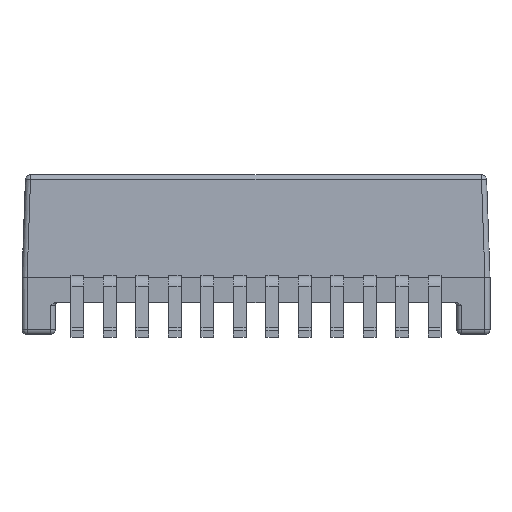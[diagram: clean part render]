
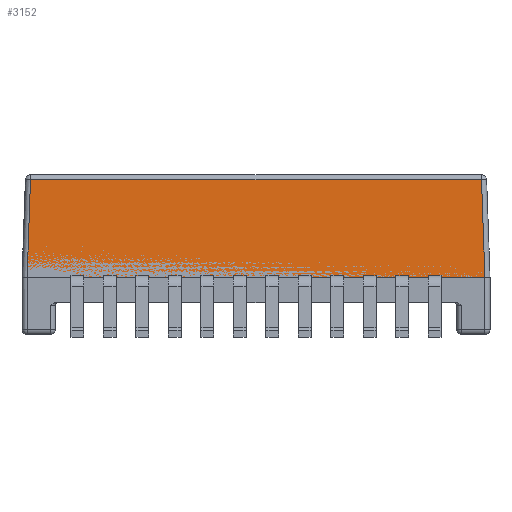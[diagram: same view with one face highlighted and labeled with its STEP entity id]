
A CAD part, front view. The second image highlights one B-rep face of the part: STEP entity #3152.
In plain terms, the highlighted face is planar.
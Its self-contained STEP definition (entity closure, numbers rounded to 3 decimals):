
#3152 = ADVANCED_FACE( '', ( #5731 ), #5732, .T. );
#5731 = FACE_OUTER_BOUND( '', #8196, .T. );
#5732 = PLANE( '', #8197 );
#8196 = EDGE_LOOP( '', ( #14929, #14930, #14931, #14932, #14933, #14934 ) );
#8197 = AXIS2_PLACEMENT_3D( '', #14935, #14936, #14937 );
#14929 = ORIENTED_EDGE( '', *, *, #18357, .T. );
#14930 = ORIENTED_EDGE( '', *, *, #18579, .T. );
#14931 = ORIENTED_EDGE( '', *, *, #17663, .T. );
#14932 = ORIENTED_EDGE( '', *, *, #18580, .T. );
#14933 = ORIENTED_EDGE( '', *, *, #16664, .T. );
#14934 = ORIENTED_EDGE( '', *, *, #16560, .T. );
#14935 = CARTESIAN_POINT( '', ( 0., 6.1, 0. ) );
#14936 = DIRECTION( '', ( 0., 0.999, 0.035 ) );
#14937 = DIRECTION( '', ( 0., 0.035, -0.999 ) );
#16560 = EDGE_CURVE( '', #19676, #19674, #19677, .F. );
#16664 = EDGE_CURVE( '', #19849, #19676, #19850, .F. );
#17663 = EDGE_CURVE( '', #21390, #21388, #21391, .F. );
#18357 = EDGE_CURVE( '', #19674, #22285, #22286, .F. );
#18579 = EDGE_CURVE( '', #22285, #21390, #22535, .T. );
#18580 = EDGE_CURVE( '', #21388, #19849, #22536, .F. );
#19674 = VERTEX_POINT( '', #24365 );
#19676 = VERTEX_POINT( '', #24368 );
#19677 = LINE( '', #24369, #24370 );
#19849 = VERTEX_POINT( '', #24638 );
#19850 = LINE( '', #24639, #24640 );
#21388 = VERTEX_POINT( '', #27131 );
#21390 = VERTEX_POINT( '', #27133 );
#21391 = LINE( '', #27134, #27135 );
#22285 = VERTEX_POINT( '', #28655 );
#22286 = LINE( '', #28656, #28657 );
#22535 = LINE( '', #29081, #29082 );
#22536 = LINE( '', #29083, #29084 );
#24365 = CARTESIAN_POINT( '', ( -8.95, 6.1, 0. ) );
#24368 = CARTESIAN_POINT( '', ( 8.95, 6.1, 0. ) );
#24369 = CARTESIAN_POINT( '', ( 0., 6.1, 0. ) );
#24370 = VECTOR( '', #29917, 1000. );
#24638 = CARTESIAN_POINT( '', ( 8.95, 6.1, 0. ) );
#24639 = CARTESIAN_POINT( '', ( 0., 6.1, 0. ) );
#24640 = VECTOR( '', #30031, 1000. );
#27131 = CARTESIAN_POINT( '', ( 8.817, 5.967, 3.807 ) );
#27133 = CARTESIAN_POINT( '', ( -8.817, 5.967, 3.807 ) );
#27134 = CARTESIAN_POINT( '', ( 9.01, 5.967, 3.807 ) );
#27135 = VECTOR( '', #30982, 1000. );
#28655 = CARTESIAN_POINT( '', ( -8.95, 6.1, 0. ) );
#28656 = CARTESIAN_POINT( '', ( 0., 6.1, 0. ) );
#28657 = VECTOR( '', #31501, 1000. );
#29081 = CARTESIAN_POINT( '', ( -8.939, 6.089, 0.312 ) );
#29082 = VECTOR( '', #31636, 1000. );
#29083 = CARTESIAN_POINT( '', ( 8.939, 6.089, 0.312 ) );
#29084 = VECTOR( '', #31637, 1000. );
#29917 = DIRECTION( '', ( 1., 0., 0. ) );
#30031 = DIRECTION( '', ( 1., 0., 0. ) );
#30982 = DIRECTION( '', ( -1., 0., 0. ) );
#31501 = DIRECTION( '', ( 1., 0., 0. ) );
#31636 = DIRECTION( '', ( 0.035, -0.035, 0.999 ) );
#31637 = DIRECTION( '', ( -0.035, -0.035, 0.999 ) );
